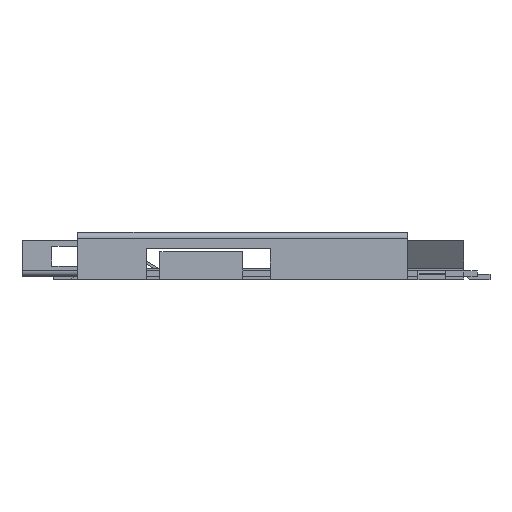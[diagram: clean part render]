
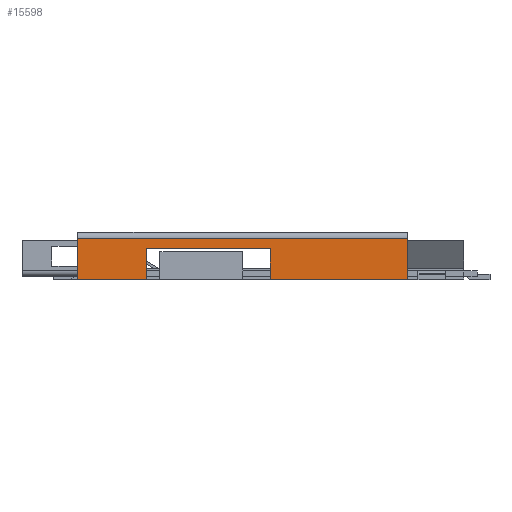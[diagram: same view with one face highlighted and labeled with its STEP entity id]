
A CAD part, front view. The second image highlights one B-rep face of the part: STEP entity #15598.
In plain terms, the highlighted planar face has unit normal (0, -1, 0).
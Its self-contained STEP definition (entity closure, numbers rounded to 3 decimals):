
#431 = DIRECTION ( 'NONE',  ( 0., 0., 1. ) ) ;
#923 = DIRECTION ( 'NONE',  ( 0., 0., 1. ) ) ;
#1000 = VECTOR ( 'NONE', #30002, 1000. ) ;
#1470 = ORIENTED_EDGE ( 'NONE', *, *, #30027, .F. ) ;
#2302 = PLANE ( 'NONE',  #9133 ) ;
#3067 = VECTOR ( 'NONE', #431, 1000. ) ;
#3338 = CARTESIAN_POINT ( 'NONE',  ( -6.48, -6.925, -0.21 ) ) ;
#3479 = VECTOR ( 'NONE', #923, 1000. ) ;
#4124 = CARTESIAN_POINT ( 'NONE',  ( 0., -6.925, -1.7 ) ) ;
#5493 = ORIENTED_EDGE ( 'NONE', *, *, #11383, .F. ) ;
#5658 = VERTEX_POINT ( 'NONE', #40340 ) ;
#5890 = DIRECTION ( 'NONE',  ( 0., 1., 0. ) ) ;
#8273 = CARTESIAN_POINT ( 'NONE',  ( 5.48, -6.925, -1.7 ) ) ;
#8780 = LINE ( 'NONE', #40851, #36695 ) ;
#9133 = AXIS2_PLACEMENT_3D ( 'NONE', #27978, #5890, #40914 ) ;
#10212 = LINE ( 'NONE', #23033, #3479 ) ;
#11383 = EDGE_CURVE ( 'NONE', #40647, #41580, #29289, .T. ) ;
#14110 = EDGE_CURVE ( 'NONE', #40647, #38072, #33813, .T. ) ;
#15195 = LINE ( 'NONE', #8273, #32952 ) ;
#15378 = VECTOR ( 'NONE', #18964, 1000. ) ;
#15598 = ADVANCED_FACE ( 'NONE', ( #25213 ), #2302, .F. ) ;
#16668 = VECTOR ( 'NONE', #17541, 1000. ) ;
#16856 = ORIENTED_EDGE ( 'NONE', *, *, #25249, .T. ) ;
#17541 = DIRECTION ( 'NONE',  ( -1., 0., 0. ) ) ;
#18692 = EDGE_CURVE ( 'NONE', #33318, #18711, #35446, .T. ) ;
#18711 = VERTEX_POINT ( 'NONE', #25679 ) ;
#18816 = CARTESIAN_POINT ( 'NONE',  ( 0.52, -6.925, -1.7 ) ) ;
#18833 = DIRECTION ( 'NONE',  ( 0., 0., 1. ) ) ;
#18964 = DIRECTION ( 'NONE',  ( 1., 0., 0. ) ) ;
#20031 = EDGE_CURVE ( 'NONE', #38072, #18711, #15195, .T. ) ;
#20375 = VERTEX_POINT ( 'NONE', #29434 ) ;
#20904 = LINE ( 'NONE', #36337, #16668 ) ;
#23033 = CARTESIAN_POINT ( 'NONE',  ( -6.48, -6.925, -10. ) ) ;
#23424 = EDGE_CURVE ( 'NONE', #5658, #41264, #8780, .T. ) ;
#23944 = EDGE_LOOP ( 'NONE', ( #16856, #29028, #5493, #33913, #32040, #27745, #1470, #24087 ) ) ;
#24087 = ORIENTED_EDGE ( 'NONE', *, *, #23424, .T. ) ;
#25213 = FACE_OUTER_BOUND ( 'NONE', #23944, .T. ) ;
#25249 = EDGE_CURVE ( 'NONE', #41264, #20375, #28732, .T. ) ;
#25679 = CARTESIAN_POINT ( 'NONE',  ( 5.48, -6.925, -0.21 ) ) ;
#26275 = CARTESIAN_POINT ( 'NONE',  ( -3.98, -6.925, -1.7 ) ) ;
#27745 = ORIENTED_EDGE ( 'NONE', *, *, #18692, .F. ) ;
#27978 = CARTESIAN_POINT ( 'NONE',  ( 0., -6.925, 0. ) ) ;
#28665 = CARTESIAN_POINT ( 'NONE',  ( 8.48, -6.925, -0.21 ) ) ;
#28732 = LINE ( 'NONE', #41660, #32897 ) ;
#29028 = ORIENTED_EDGE ( 'NONE', *, *, #37966, .F. ) ;
#29289 = LINE ( 'NONE', #29722, #3067 ) ;
#29434 = CARTESIAN_POINT ( 'NONE',  ( -3.98, -6.925, -0.6 ) ) ;
#29722 = CARTESIAN_POINT ( 'NONE',  ( 0.52, -6.925, -2.6 ) ) ;
#30002 = DIRECTION ( 'NONE',  ( 1., 0., 0. ) ) ;
#30027 = EDGE_CURVE ( 'NONE', #5658, #33318, #10212, .T. ) ;
#31047 = CARTESIAN_POINT ( 'NONE',  ( 5.48, -6.925, -1.7 ) ) ;
#32040 = ORIENTED_EDGE ( 'NONE', *, *, #20031, .T. ) ;
#32897 = VECTOR ( 'NONE', #18833, 1000. ) ;
#32952 = VECTOR ( 'NONE', #34622, 1000. ) ;
#33318 = VERTEX_POINT ( 'NONE', #3338 ) ;
#33813 = LINE ( 'NONE', #4124, #1000 ) ;
#33886 = DIRECTION ( 'NONE',  ( 1., 0., 0. ) ) ;
#33913 = ORIENTED_EDGE ( 'NONE', *, *, #14110, .T. ) ;
#34622 = DIRECTION ( 'NONE',  ( 0., 0., 1. ) ) ;
#34688 = CARTESIAN_POINT ( 'NONE',  ( 0.52, -6.925, -0.6 ) ) ;
#35446 = LINE ( 'NONE', #28665, #15378 ) ;
#36337 = CARTESIAN_POINT ( 'NONE',  ( -3.98, -6.925, -0.6 ) ) ;
#36695 = VECTOR ( 'NONE', #33886, 1000. ) ;
#37966 = EDGE_CURVE ( 'NONE', #41580, #20375, #20904, .T. ) ;
#38072 = VERTEX_POINT ( 'NONE', #31047 ) ;
#40340 = CARTESIAN_POINT ( 'NONE',  ( -6.48, -6.925, -1.7 ) ) ;
#40647 = VERTEX_POINT ( 'NONE', #18816 ) ;
#40851 = CARTESIAN_POINT ( 'NONE',  ( 0., -6.925, -1.7 ) ) ;
#40914 = DIRECTION ( 'NONE',  ( 0., 0., 1. ) ) ;
#41264 = VERTEX_POINT ( 'NONE', #26275 ) ;
#41580 = VERTEX_POINT ( 'NONE', #34688 ) ;
#41660 = CARTESIAN_POINT ( 'NONE',  ( -3.98, -6.925, -2.6 ) ) ;
